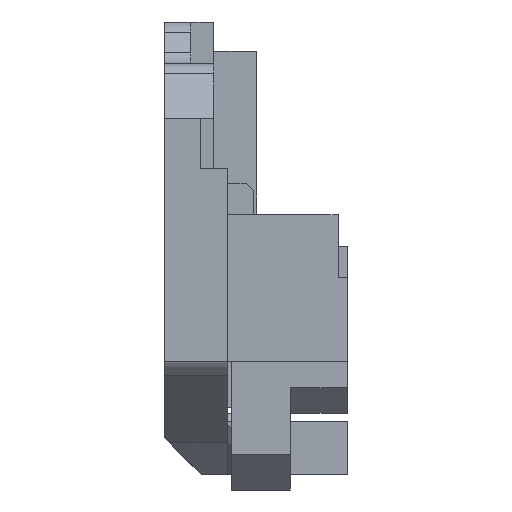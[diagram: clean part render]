
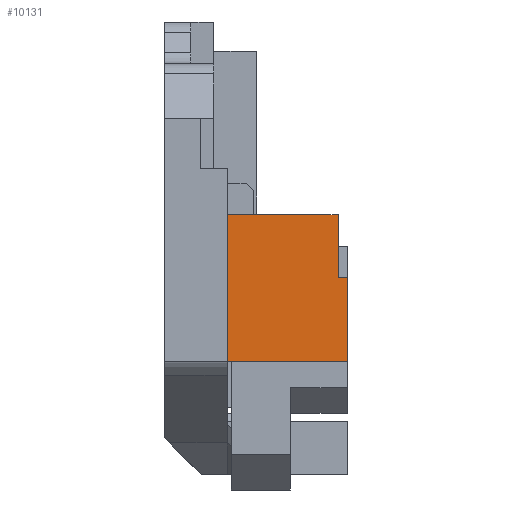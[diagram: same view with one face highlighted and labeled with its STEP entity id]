
A CAD part, front view. The second image highlights one B-rep face of the part: STEP entity #10131.
In plain terms, the highlighted planar face has unit normal (0, -1, 0).
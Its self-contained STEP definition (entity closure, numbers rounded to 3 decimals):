
#683=FACE_OUTER_BOUND('',#1263,.T.);
#1263=EDGE_LOOP('',(#8003,#8004,#8005,#8006,#8007,#8008));
#1633=LINE('',#13961,#2901);
#2400=LINE('',#15715,#3668);
#2425=LINE('',#15766,#3693);
#2426=LINE('',#15768,#3694);
#2427=LINE('',#15769,#3695);
#2428=LINE('',#15770,#3696);
#2901=VECTOR('',#11235,10.);
#3668=VECTOR('',#12792,10.);
#3693=VECTOR('',#12829,10.);
#3694=VECTOR('',#12832,10.);
#3695=VECTOR('',#12833,10.);
#3696=VECTOR('',#12834,10.);
#4176=VERTEX_POINT('',#13958);
#4177=VERTEX_POINT('',#13960);
#4764=VERTEX_POINT('',#15712);
#4765=VERTEX_POINT('',#15714);
#4782=VERTEX_POINT('',#15758);
#4785=VERTEX_POINT('',#15764);
#5137=EDGE_CURVE('',#4177,#4176,#1633,.T.);
#5981=EDGE_CURVE('',#4764,#4765,#2400,.T.);
#6009=EDGE_CURVE('',#4782,#4785,#2425,.T.);
#6010=EDGE_CURVE('',#4764,#4782,#2426,.T.);
#6011=EDGE_CURVE('',#4785,#4177,#2427,.T.);
#6012=EDGE_CURVE('',#4765,#4176,#2428,.T.);
#8003=ORIENTED_EDGE('',*,*,#6010,.T.);
#8004=ORIENTED_EDGE('',*,*,#6009,.T.);
#8005=ORIENTED_EDGE('',*,*,#6011,.T.);
#8006=ORIENTED_EDGE('',*,*,#5137,.T.);
#8007=ORIENTED_EDGE('',*,*,#6012,.F.);
#8008=ORIENTED_EDGE('',*,*,#5981,.F.);
#9608=PLANE('',#10806);
#10131=ADVANCED_FACE('',(#683),#9608,.F.);
#10806=AXIS2_PLACEMENT_3D('',#15767,#12830,#12831);
#11235=DIRECTION('',(0.,0.,-1.));
#12792=DIRECTION('',(0.,0.,-1.));
#12829=DIRECTION('',(0.,0.,1.));
#12830=DIRECTION('center_axis',(0.,1.,0.));
#12831=DIRECTION('ref_axis',(0.,0.,1.));
#12832=DIRECTION('',(-1.,0.,0.));
#12833=DIRECTION('',(-1.,0.,0.));
#12834=DIRECTION('',(-1.,0.,0.));
#13958=CARTESIAN_POINT('',(-11.5,-68.802,9.37));
#13960=CARTESIAN_POINT('',(-11.5,-68.802,23.361));
#13961=CARTESIAN_POINT('',(-11.5,-68.802,17.964));
#15712=CARTESIAN_POINT('',(0.,-68.802,17.361));
#15714=CARTESIAN_POINT('',(0.,-68.802,9.37));
#15715=CARTESIAN_POINT('',(0.,-68.802,17.405));
#15758=CARTESIAN_POINT('',(-0.9,-68.802,17.361));
#15764=CARTESIAN_POINT('',(-0.9,-68.802,23.361));
#15766=CARTESIAN_POINT('',(-0.9,-68.802,15.614));
#15767=CARTESIAN_POINT('Origin',(-5.,-68.802,17.361));
#15768=CARTESIAN_POINT('',(-2.5,-68.802,17.361));
#15769=CARTESIAN_POINT('',(6.75,-68.802,23.361));
#15770=CARTESIAN_POINT('',(3.95,-68.802,9.37));
